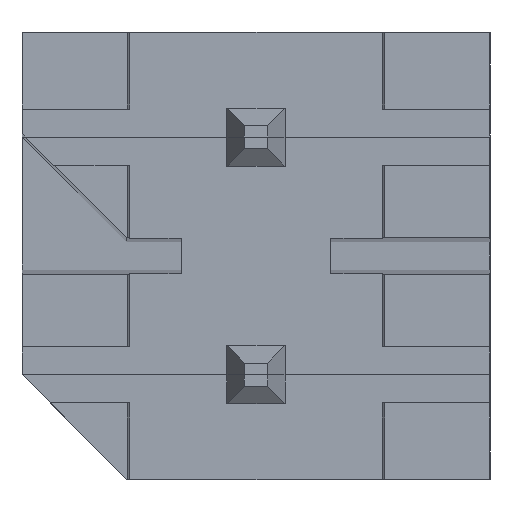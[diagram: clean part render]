
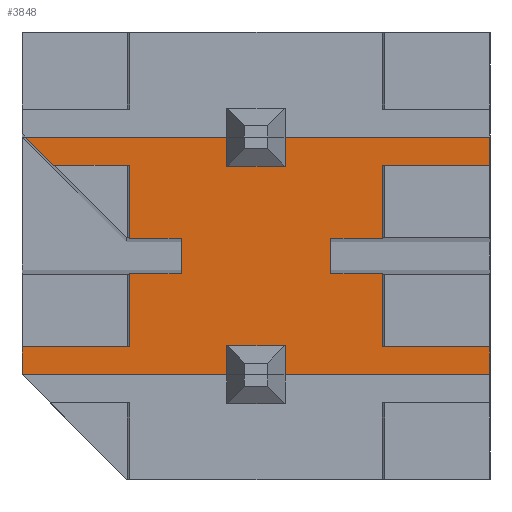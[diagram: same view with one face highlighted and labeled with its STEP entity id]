
A CAD part, front view. The second image highlights one B-rep face of the part: STEP entity #3848.
In plain terms, the highlighted planar face has unit normal (0, -1, 0).
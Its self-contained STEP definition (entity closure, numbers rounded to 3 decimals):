
#162=ORIENTED_EDGE('',*,*,#972,.T.);
#163=ORIENTED_EDGE('',*,*,#973,.F.);
#164=ORIENTED_EDGE('',*,*,#974,.F.);
#165=ORIENTED_EDGE('',*,*,#975,.T.);
#166=ORIENTED_EDGE('',*,*,#897,.T.);
#167=ORIENTED_EDGE('',*,*,#976,.F.);
#168=ORIENTED_EDGE('',*,*,#977,.T.);
#169=ORIENTED_EDGE('',*,*,#978,.T.);
#170=ORIENTED_EDGE('',*,*,#979,.F.);
#171=ORIENTED_EDGE('',*,*,#980,.F.);
#172=ORIENTED_EDGE('',*,*,#981,.F.);
#173=ORIENTED_EDGE('',*,*,#982,.T.);
#174=ORIENTED_EDGE('',*,*,#983,.T.);
#175=ORIENTED_EDGE('',*,*,#984,.F.);
#176=ORIENTED_EDGE('',*,*,#985,.T.);
#177=ORIENTED_EDGE('',*,*,#986,.T.);
#178=ORIENTED_EDGE('',*,*,#987,.T.);
#179=ORIENTED_EDGE('',*,*,#988,.F.);
#180=ORIENTED_EDGE('',*,*,#989,.F.);
#181=ORIENTED_EDGE('',*,*,#969,.F.);
#182=ORIENTED_EDGE('',*,*,#990,.T.);
#183=ORIENTED_EDGE('',*,*,#991,.F.);
#184=ORIENTED_EDGE('',*,*,#957,.T.);
#185=ORIENTED_EDGE('',*,*,#992,.F.);
#186=ORIENTED_EDGE('',*,*,#993,.T.);
#187=ORIENTED_EDGE('',*,*,#994,.T.);
#188=ORIENTED_EDGE('',*,*,#995,.T.);
#189=ORIENTED_EDGE('',*,*,#996,.F.);
#190=ORIENTED_EDGE('',*,*,#903,.T.);
#191=ORIENTED_EDGE('',*,*,#997,.F.);
#192=ORIENTED_EDGE('',*,*,#998,.F.);
#193=ORIENTED_EDGE('',*,*,#891,.F.);
#891=EDGE_CURVE('',#1310,#1311,#1582,.T.);
#897=EDGE_CURVE('',#1316,#1315,#1588,.T.);
#903=EDGE_CURVE('',#1312,#1320,#1594,.T.);
#957=EDGE_CURVE('',#1362,#1361,#1646,.T.);
#969=EDGE_CURVE('',#1370,#1371,#1658,.T.);
#972=EDGE_CURVE('',#1310,#1373,#1661,.T.);
#973=EDGE_CURVE('',#1374,#1373,#1662,.T.);
#974=EDGE_CURVE('',#1375,#1374,#1663,.T.);
#975=EDGE_CURVE('',#1375,#1316,#1664,.T.);
#976=EDGE_CURVE('',#1376,#1315,#1665,.T.);
#977=EDGE_CURVE('',#1376,#1377,#1666,.T.);
#978=EDGE_CURVE('',#1377,#1378,#1667,.T.);
#979=EDGE_CURVE('',#1379,#1378,#1668,.T.);
#980=EDGE_CURVE('',#1380,#1379,#1669,.T.);
#981=EDGE_CURVE('',#1381,#1380,#1670,.T.);
#982=EDGE_CURVE('',#1381,#1382,#1671,.T.);
#983=EDGE_CURVE('',#1382,#1383,#1672,.T.);
#984=EDGE_CURVE('',#1384,#1383,#1673,.T.);
#985=EDGE_CURVE('',#1384,#1385,#1674,.T.);
#986=EDGE_CURVE('',#1385,#1386,#1675,.T.);
#987=EDGE_CURVE('',#1386,#1387,#1676,.T.);
#988=EDGE_CURVE('',#1388,#1387,#1677,.T.);
#989=EDGE_CURVE('',#1371,#1388,#1678,.T.);
#990=EDGE_CURVE('',#1370,#1389,#1679,.T.);
#991=EDGE_CURVE('',#1362,#1389,#1680,.T.);
#992=EDGE_CURVE('',#1390,#1361,#1681,.T.);
#993=EDGE_CURVE('',#1390,#1391,#1682,.T.);
#994=EDGE_CURVE('',#1391,#1392,#1683,.T.);
#995=EDGE_CURVE('',#1392,#1393,#1684,.T.);
#996=EDGE_CURVE('',#1312,#1393,#1685,.T.);
#997=EDGE_CURVE('',#1394,#1320,#1686,.T.);
#998=EDGE_CURVE('',#1311,#1394,#1687,.T.);
#1310=VERTEX_POINT('',#4914);
#1311=VERTEX_POINT('',#4916);
#1312=VERTEX_POINT('',#4921);
#1315=VERTEX_POINT('',#4926);
#1316=VERTEX_POINT('',#4928);
#1320=VERTEX_POINT('',#4937);
#1361=VERTEX_POINT('',#5046);
#1362=VERTEX_POINT('',#5048);
#1370=VERTEX_POINT('',#5069);
#1371=VERTEX_POINT('',#5071);
#1373=VERTEX_POINT('',#5077);
#1374=VERTEX_POINT('',#5079);
#1375=VERTEX_POINT('',#5081);
#1376=VERTEX_POINT('',#5084);
#1377=VERTEX_POINT('',#5086);
#1378=VERTEX_POINT('',#5088);
#1379=VERTEX_POINT('',#5090);
#1380=VERTEX_POINT('',#5092);
#1381=VERTEX_POINT('',#5094);
#1382=VERTEX_POINT('',#5096);
#1383=VERTEX_POINT('',#5098);
#1384=VERTEX_POINT('',#5100);
#1385=VERTEX_POINT('',#5102);
#1386=VERTEX_POINT('',#5104);
#1387=VERTEX_POINT('',#5106);
#1388=VERTEX_POINT('',#5108);
#1389=VERTEX_POINT('',#5111);
#1390=VERTEX_POINT('',#5114);
#1391=VERTEX_POINT('',#5116);
#1392=VERTEX_POINT('',#5118);
#1393=VERTEX_POINT('',#5120);
#1394=VERTEX_POINT('',#5123);
#1582=LINE('',#4915,#1999);
#1588=LINE('',#4927,#2005);
#1594=LINE('',#4938,#2011);
#1646=LINE('',#5047,#2063);
#1658=LINE('',#5070,#2075);
#1661=LINE('',#5076,#2078);
#1662=LINE('',#5078,#2079);
#1663=LINE('',#5080,#2080);
#1664=LINE('',#5082,#2081);
#1665=LINE('',#5083,#2082);
#1666=LINE('',#5085,#2083);
#1667=LINE('',#5087,#2084);
#1668=LINE('',#5089,#2085);
#1669=LINE('',#5091,#2086);
#1670=LINE('',#5093,#2087);
#1671=LINE('',#5095,#2088);
#1672=LINE('',#5097,#2089);
#1673=LINE('',#5099,#2090);
#1674=LINE('',#5101,#2091);
#1675=LINE('',#5103,#2092);
#1676=LINE('',#5105,#2093);
#1677=LINE('',#5107,#2094);
#1678=LINE('',#5109,#2095);
#1679=LINE('',#5110,#2096);
#1680=LINE('',#5112,#2097);
#1681=LINE('',#5113,#2098);
#1682=LINE('',#5115,#2099);
#1683=LINE('',#5117,#2100);
#1684=LINE('',#5119,#2101);
#1685=LINE('',#5121,#2102);
#1686=LINE('',#5122,#2103);
#1687=LINE('',#5124,#2104);
#1999=VECTOR('',#4174,1000.);
#2005=VECTOR('',#4182,1000.);
#2011=VECTOR('',#4188,1000.);
#2063=VECTOR('',#4272,1000.);
#2075=VECTOR('',#4288,1000.);
#2078=VECTOR('',#4293,1000.);
#2079=VECTOR('',#4294,1000.);
#2080=VECTOR('',#4295,1000.);
#2081=VECTOR('',#4296,1000.);
#2082=VECTOR('',#4297,1000.);
#2083=VECTOR('',#4298,1000.);
#2084=VECTOR('',#4299,1000.);
#2085=VECTOR('',#4300,1000.);
#2086=VECTOR('',#4301,1000.);
#2087=VECTOR('',#4302,1000.);
#2088=VECTOR('',#4303,1000.);
#2089=VECTOR('',#4304,1000.);
#2090=VECTOR('',#4305,1000.);
#2091=VECTOR('',#4306,1000.);
#2092=VECTOR('',#4307,1000.);
#2093=VECTOR('',#4308,1000.);
#2094=VECTOR('',#4309,1000.);
#2095=VECTOR('',#4310,1000.);
#2096=VECTOR('',#4311,1000.);
#2097=VECTOR('',#4312,1000.);
#2098=VECTOR('',#4313,1000.);
#2099=VECTOR('',#4314,1000.);
#2100=VECTOR('',#4315,1000.);
#2101=VECTOR('',#4316,1000.);
#2102=VECTOR('',#4317,1000.);
#2103=VECTOR('',#4318,1000.);
#2104=VECTOR('',#4319,1000.);
#2429=EDGE_LOOP('',(#162,#163,#164,#165,#166,#167,#168,#169,#170,#171,#172,
#173,#174,#175,#176,#177,#178,#179,#180,#181,#182,#183,#184,#185,#186,#187,
#188,#189,#190,#191,#192,#193));
#2582=FACE_BOUND('',#2429,.T.);
#2734=PLANE('',#4024);
#3848=ADVANCED_FACE('',(#2582),#2734,.F.);
#4024=AXIS2_PLACEMENT_3D('',#5075,#4291,#4292);
#4174=DIRECTION('',(1.,0.,0.));
#4182=DIRECTION('',(0.,0.,1.));
#4188=DIRECTION('',(0.,0.,1.));
#4272=DIRECTION('',(0.,0.,-1.));
#4288=DIRECTION('',(1.,0.,0.));
#4291=DIRECTION('',(0.,1.,0.));
#4292=DIRECTION('',(0.,0.,1.));
#4293=DIRECTION('',(0.,0.,1.));
#4294=DIRECTION('',(-1.,0.,0.));
#4295=DIRECTION('',(0.,0.,-1.));
#4296=DIRECTION('',(1.,0.,0.));
#4297=DIRECTION('',(1.,0.,0.));
#4298=DIRECTION('',(0.,0.,-1.));
#4299=DIRECTION('',(-1.,0.,0.));
#4300=DIRECTION('',(0.,0.,1.));
#4301=DIRECTION('',(1.,0.,0.));
#4302=DIRECTION('',(0.,0.,-1.));
#4303=DIRECTION('',(-1.,0.,0.));
#4304=DIRECTION('',(0.,0.,1.));
#4305=DIRECTION('',(1.,0.,0.));
#4306=DIRECTION('',(0.707,0.,-0.707));
#4307=DIRECTION('',(1.,0.,0.));
#4308=DIRECTION('',(0.,0.,-1.));
#4309=DIRECTION('',(-1.,0.,0.));
#4310=DIRECTION('',(0.,0.,1.));
#4311=DIRECTION('',(0.,0.,-1.));
#4312=DIRECTION('',(1.,0.,0.));
#4313=DIRECTION('',(-1.,0.,0.));
#4314=DIRECTION('',(0.,0.,1.));
#4315=DIRECTION('',(1.,0.,0.));
#4316=DIRECTION('',(0.,0.,-1.));
#4317=DIRECTION('',(-1.,0.,0.));
#4318=DIRECTION('',(1.,0.,0.));
#4319=DIRECTION('',(0.,0.,-1.));
#4914=CARTESIAN_POINT('',(-1.7,0.5,0.781));
#4915=CARTESIAN_POINT('',(-5.,0.5,0.781));
#4916=CARTESIAN_POINT('',(-1.15,0.5,0.781));
#4921=CARTESIAN_POINT('',(0.,0.5,-0.299));
#4926=CARTESIAN_POINT('',(0.,0.5,2.241));
#4927=CARTESIAN_POINT('',(0.,0.5,-6.5));
#4928=CARTESIAN_POINT('',(0.,0.5,1.94));
#4937=CARTESIAN_POINT('',(0.,0.5,0.));
#4938=CARTESIAN_POINT('',(0.,0.5,-1.42));
#5046=CARTESIAN_POINT('',(-5.,0.5,-0.299));
#5047=CARTESIAN_POINT('',(-5.,0.5,-1.42));
#5048=CARTESIAN_POINT('',(-5.,0.5,0.));
#5069=CARTESIAN_POINT('',(-3.85,0.5,0.781));
#5070=CARTESIAN_POINT('',(-5.,0.5,0.781));
#5071=CARTESIAN_POINT('',(-3.3,0.5,0.781));
#5075=CARTESIAN_POINT('',(-5.5,0.5,5.08));
#5076=CARTESIAN_POINT('',(-1.7,0.5,-6.5));
#5077=CARTESIAN_POINT('',(-1.7,0.5,1.159));
#5078=CARTESIAN_POINT('',(-5.,0.5,1.159));
#5079=CARTESIAN_POINT('',(-1.15,0.5,1.159));
#5080=CARTESIAN_POINT('',(-1.15,0.5,4.346));
#5081=CARTESIAN_POINT('',(-1.15,0.5,1.94));
#5082=CARTESIAN_POINT('',(-5.5,0.5,1.94));
#5083=CARTESIAN_POINT('',(-5.,0.5,2.241));
#5084=CARTESIAN_POINT('',(-2.19,0.5,2.241));
#5085=CARTESIAN_POINT('',(-2.19,0.5,-1.42));
#5086=CARTESIAN_POINT('',(-2.19,0.5,1.931));
#5087=CARTESIAN_POINT('',(-5.,0.5,1.931));
#5088=CARTESIAN_POINT('',(-2.21,0.5,1.931));
#5089=CARTESIAN_POINT('',(-2.21,0.5,-6.5));
#5090=CARTESIAN_POINT('',(-2.21,0.5,1.93));
#5091=CARTESIAN_POINT('',(-5.,0.5,1.93));
#5092=CARTESIAN_POINT('',(-2.79,0.5,1.93));
#5093=CARTESIAN_POINT('',(-2.79,0.5,-6.5));
#5094=CARTESIAN_POINT('',(-2.79,0.5,1.931));
#5095=CARTESIAN_POINT('',(-5.,0.5,1.931));
#5096=CARTESIAN_POINT('',(-2.81,0.5,1.931));
#5097=CARTESIAN_POINT('',(-2.81,0.5,-1.42));
#5098=CARTESIAN_POINT('',(-2.81,0.5,2.241));
#5099=CARTESIAN_POINT('',(-5.,0.5,2.241));
#5100=CARTESIAN_POINT('',(-4.962,0.5,2.241));
#5101=CARTESIAN_POINT('',(3.777,0.5,-6.5));
#5102=CARTESIAN_POINT('',(-4.661,0.5,1.94));
#5103=CARTESIAN_POINT('',(-5.,0.5,1.94));
#5104=CARTESIAN_POINT('',(-3.85,0.5,1.94));
#5105=CARTESIAN_POINT('',(-3.85,0.5,4.346));
#5106=CARTESIAN_POINT('',(-3.85,0.5,1.159));
#5107=CARTESIAN_POINT('',(-5.,0.5,1.159));
#5108=CARTESIAN_POINT('',(-3.3,0.5,1.159));
#5109=CARTESIAN_POINT('',(-3.3,0.5,-6.5));
#5110=CARTESIAN_POINT('',(-3.85,0.5,9.426));
#5111=CARTESIAN_POINT('',(-3.85,0.5,0.));
#5112=CARTESIAN_POINT('',(-5.5,0.5,0.));
#5113=CARTESIAN_POINT('',(-5.,0.5,-0.299));
#5114=CARTESIAN_POINT('',(-2.81,0.5,-0.299));
#5115=CARTESIAN_POINT('',(-2.81,0.5,-1.42));
#5116=CARTESIAN_POINT('',(-2.81,0.5,0.011));
#5117=CARTESIAN_POINT('',(-5.,0.5,0.011));
#5118=CARTESIAN_POINT('',(-2.19,0.5,0.011));
#5119=CARTESIAN_POINT('',(-2.19,0.5,-1.42));
#5120=CARTESIAN_POINT('',(-2.19,0.5,-0.299));
#5121=CARTESIAN_POINT('',(-5.,0.5,-0.299));
#5122=CARTESIAN_POINT('',(-5.5,0.5,0.));
#5123=CARTESIAN_POINT('',(-1.15,0.5,0.));
#5124=CARTESIAN_POINT('',(-1.15,0.5,9.426));
